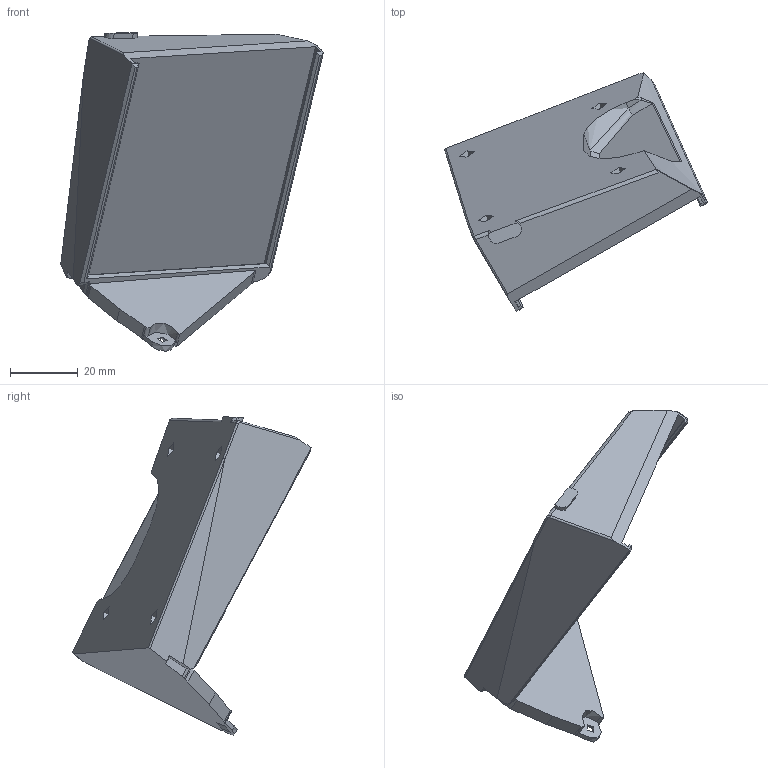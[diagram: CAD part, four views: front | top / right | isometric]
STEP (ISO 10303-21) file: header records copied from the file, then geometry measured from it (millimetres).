
FILE_DESCRIPTION(/* description */ (''),/* implementation_level */ '2;1');
FILE_NAME(/* name */ '25 focal display trays.step',/* time_stamp */ '2020-08-18T01:05:40-07:00',/* author */ (''),/* organization */ (''),/* preprocessor_version */ 'ST-DEVELOPER v18.1',/* originating_system */ 'Autodesk Translation Framework v9.3.0.1241',/* authorisation */ '');
FILE_SCHEMA (('AUTOMOTIVE_DESIGN { 1 0 10303 214 3 1 1 }'));
Length unit declared in the file: metre
Products named in the file (1): #6351
Bounding box: 77.5 x 70.41 x 94.04 mm (x, y, z)
Volume: 59153 mm3; surface area: 17699.5 mm2
Topology: 1 solids, 1 shells, 98 faces, 253 edges, 160 vertices
Faces by surface type: plane 51, cylinder 24, bspline 18, cone 5
Full cylindrical faces by diameter (mm): 3 x1, 4.15 x4
Entity records: 6343 total; most frequent: CARTESIAN_POINT 3903, ORIENTED_EDGE 504, DIRECTION 441, EDGE_CURVE 252, VERTEX_POINT 160, LINE 155, VECTOR 155, AXIS2_PLACEMENT_3D 143
